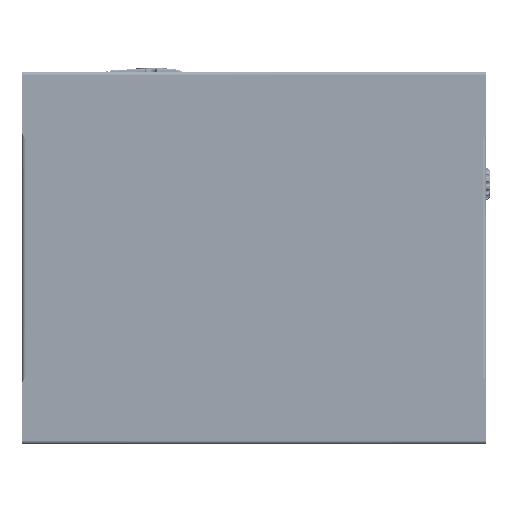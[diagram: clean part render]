
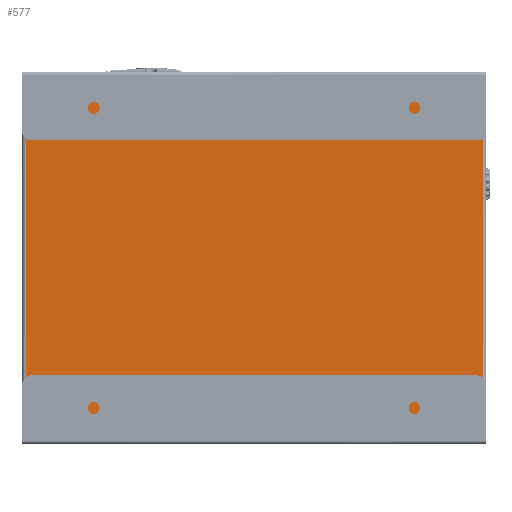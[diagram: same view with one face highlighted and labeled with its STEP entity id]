
A CAD part, front view. The second image highlights one B-rep face of the part: STEP entity #577.
In plain terms, the highlighted free-form (B-spline) face has degree [1, 1] with [2, 2] control points.
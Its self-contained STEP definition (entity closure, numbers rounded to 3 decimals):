
#577 = ADVANCED_FACE('',(#578),#608,.T.);
#578 = FACE_BOUND('',#579,.T.);
#579 = EDGE_LOOP('',(#580,#589,#596,#603));
#580 = ORIENTED_EDGE('',*,*,#581,.F.);
#581 = EDGE_CURVE('',#582,#584,#586,.T.);
#582 = VERTEX_POINT('',#583);
#583 = CARTESIAN_POINT('',(169.077,-165.474,
    0.));
#584 = VERTEX_POINT('',#585);
#585 = CARTESIAN_POINT('',(-264.733,-165.474,
    0.));
#586 = B_SPLINE_CURVE_WITH_KNOTS('',1,(#587,#588),.UNSPECIFIED.,.F.,.F.,
  (2,2),(-499.263,-0.737),.PIECEWISE_BEZIER_KNOTS.);
#587 = CARTESIAN_POINT('',(169.077,-165.474,
    0.));
#588 = CARTESIAN_POINT('',(-264.733,-165.474,
    0.));
#589 = ORIENTED_EDGE('',*,*,#590,.T.);
#590 = EDGE_CURVE('',#582,#591,#593,.T.);
#591 = VERTEX_POINT('',#592);
#592 = CARTESIAN_POINT('',(169.077,-165.474,
    348.074));
#593 = B_SPLINE_CURVE_WITH_KNOTS('',1,(#594,#595),.UNSPECIFIED.,.F.,.F.,
  (2,2),(0.,400.),.PIECEWISE_BEZIER_KNOTS.);
#594 = CARTESIAN_POINT('',(169.077,-165.474,
    0.));
#595 = CARTESIAN_POINT('',(169.077,-165.474,
    348.074));
#596 = ORIENTED_EDGE('',*,*,#597,.F.);
#597 = EDGE_CURVE('',#598,#591,#600,.T.);
#598 = VERTEX_POINT('',#599);
#599 = CARTESIAN_POINT('',(-264.733,-165.474,
    348.074));
#600 = B_SPLINE_CURVE_WITH_KNOTS('',1,(#601,#602),.UNSPECIFIED.,.F.,.F.,
  (2,2),(0.737,499.263),.PIECEWISE_BEZIER_KNOTS.);
#601 = CARTESIAN_POINT('',(-264.733,-165.474,
    348.074));
#602 = CARTESIAN_POINT('',(169.077,-165.474,
    348.074));
#603 = ORIENTED_EDGE('',*,*,#604,.T.);
#604 = EDGE_CURVE('',#598,#584,#605,.T.);
#605 = B_SPLINE_CURVE_WITH_KNOTS('',1,(#606,#607),.UNSPECIFIED.,.F.,.F.,
  (2,2),(0.,400.),.PIECEWISE_BEZIER_KNOTS.);
#606 = CARTESIAN_POINT('',(-264.733,-165.474,
    348.074));
#607 = CARTESIAN_POINT('',(-264.733,-165.474,
    0.));
#608 = B_SPLINE_SURFACE_WITH_KNOTS('',1,1,(
    (#609,#610)
    ,(#611,#612
    )),.UNSPECIFIED.,.F.,.F.,.F.,(2,2),(2,2),(-200.,200.),(-249.263,
    249.263),.PIECEWISE_BEZIER_KNOTS.);
#609 = CARTESIAN_POINT('',(-264.733,-165.474,
    348.074));
#610 = CARTESIAN_POINT('',(169.077,-165.474,
    348.074));
#611 = CARTESIAN_POINT('',(-264.733,-165.474,
    0.));
#612 = CARTESIAN_POINT('',(169.077,-165.474,
    0.));
